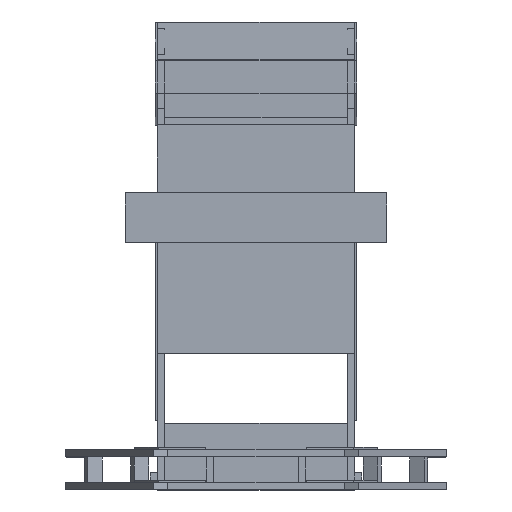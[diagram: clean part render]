
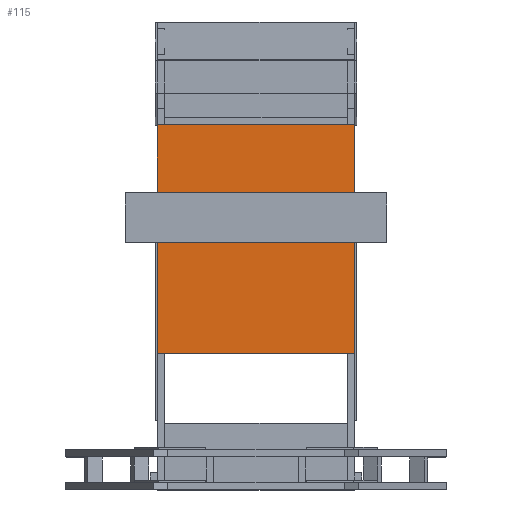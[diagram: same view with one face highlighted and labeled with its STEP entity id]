
A CAD part, top view. The second image highlights one B-rep face of the part: STEP entity #115.
In plain terms, the highlighted face is planar.
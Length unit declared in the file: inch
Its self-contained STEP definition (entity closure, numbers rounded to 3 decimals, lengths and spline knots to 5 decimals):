
#5 = CARTESIAN_POINT ( 'NONE',  ( -20.6875, 0.46875, 24. ) ) ;
#115 = ADVANCED_FACE ( 'NONE', ( #1652 ), #4072, .F. ) ;
#214 = DIRECTION ( 'NONE',  ( 1., 0., 0. ) ) ;
#309 = ORIENTED_EDGE ( 'NONE', *, *, #731, .T. ) ;
#353 = EDGE_CURVE ( 'NONE', #4200, #2625, #1731, .T. ) ;
#658 = CARTESIAN_POINT ( 'NONE',  ( 20.6875, 0.46875, 24. ) ) ;
#731 = EDGE_CURVE ( 'NONE', #4055, #4638, #1739, .T. ) ;
#830 = ORIENTED_EDGE ( 'NONE', *, *, #4693, .T. ) ;
#975 = CARTESIAN_POINT ( 'NONE',  ( -20.6875, 0.46875, 24. ) ) ;
#1208 = ORIENTED_EDGE ( 'NONE', *, *, #3409, .T. ) ;
#1474 = CARTESIAN_POINT ( 'NONE',  ( -20.6875, 0.46875, -24. ) ) ;
#1534 = CARTESIAN_POINT ( 'NONE',  ( 20.6875, 0.46875, -24. ) ) ;
#1652 = FACE_OUTER_BOUND ( 'NONE', #2185, .T. ) ;
#1731 = LINE ( 'NONE', #975, #5151 ) ;
#1739 = LINE ( 'NONE', #2526, #3782 ) ;
#2185 = EDGE_LOOP ( 'NONE', ( #309, #1208, #4250, #830 ) ) ;
#2478 = VECTOR ( 'NONE', #3340, 39.37008 ) ;
#2526 = CARTESIAN_POINT ( 'NONE',  ( 20.6875, 0.46875, 24. ) ) ;
#2625 = VERTEX_POINT ( 'NONE', #5 ) ;
#2901 = CARTESIAN_POINT ( 'NONE',  ( 0., 0.46875, 0. ) ) ;
#3060 = DIRECTION ( 'NONE',  ( 0., 0., 1. ) ) ;
#3340 = DIRECTION ( 'NONE',  ( -1., 0., 0. ) ) ;
#3407 = DIRECTION ( 'NONE',  ( 0., 0., -1. ) ) ;
#3409 = EDGE_CURVE ( 'NONE', #4638, #4200, #3748, .T. ) ;
#3499 = CARTESIAN_POINT ( 'NONE',  ( -20.6875, 0.46875, 24. ) ) ;
#3707 = DIRECTION ( 'NONE',  ( 0., -1., 0. ) ) ;
#3748 = LINE ( 'NONE', #4928, #2478 ) ;
#3782 = VECTOR ( 'NONE', #3407, 39.37008 ) ;
#3951 = LINE ( 'NONE', #3499, #5301 ) ;
#4055 = VERTEX_POINT ( 'NONE', #658 ) ;
#4072 = PLANE ( 'NONE',  #4632 ) ;
#4200 = VERTEX_POINT ( 'NONE', #1474 ) ;
#4250 = ORIENTED_EDGE ( 'NONE', *, *, #353, .T. ) ;
#4510 = DIRECTION ( 'NONE',  ( 0., 0., -1. ) ) ;
#4632 = AXIS2_PLACEMENT_3D ( 'NONE', #2901, #3707, #4510 ) ;
#4638 = VERTEX_POINT ( 'NONE', #1534 ) ;
#4693 = EDGE_CURVE ( 'NONE', #2625, #4055, #3951, .T. ) ;
#4928 = CARTESIAN_POINT ( 'NONE',  ( -20.6875, 0.46875, -24. ) ) ;
#5151 = VECTOR ( 'NONE', #3060, 39.37008 ) ;
#5301 = VECTOR ( 'NONE', #214, 39.37008 ) ;
